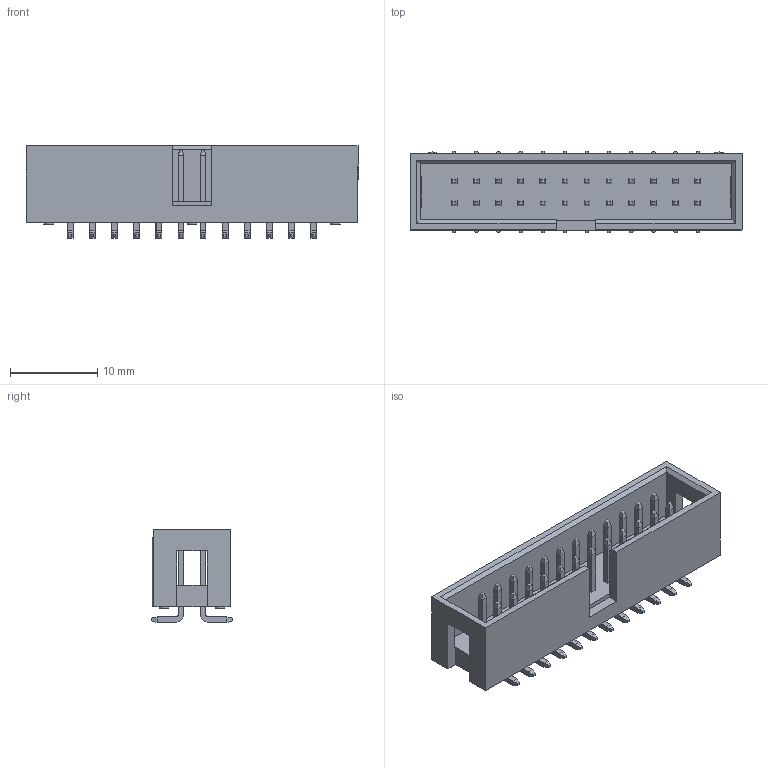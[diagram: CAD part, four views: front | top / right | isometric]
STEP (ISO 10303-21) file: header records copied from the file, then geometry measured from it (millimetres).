
FILE_DESCRIPTION(/* description */ (''),/* implementation_level */ '2;1');
FILE_NAME(/* name */ '1371-24-xx-HT.stp',/* time_stamp */ '2016-12-08T08:47:27+01:00',/* author */ ('andreas.larin'),/* organization */ (''),/* preprocessor_version */ 'ST-DEVELOPER v15.6',/* originating_system */ 'Autodesk Inventor 2015',/* authorisation */ '');
FILE_SCHEMA (('AUTOMOTIVE_DESIGN { 1 0 10303 214 3 1 1 }'));
Length unit declared in the file: millimetre
Products named in the file (3): 1371 Muster Gehäuse für Alle; Stift 1371-ht; 1371-24-xx-HT
Bounding box: 38.1 x 9.3 x 10.64 mm (x, y, z)
Volume: 1472 mm3; surface area: 2864.6 mm2
Topology: 25 solids, 25 shells, 573 faces, 1365 edges, 844 vertices
Faces by surface type: plane 517, cylinder 54, bspline 2
Full cylindrical faces by diameter (mm): 1.1 x6
Entity records: 5340 total; most frequent: CARTESIAN_POINT 936, ORIENTED_EDGE 878, DIRECTION 829, EDGE_CURVE 439, LINE 419, VECTOR 419, VERTEX_POINT 292, EDGE_LOOP 219
